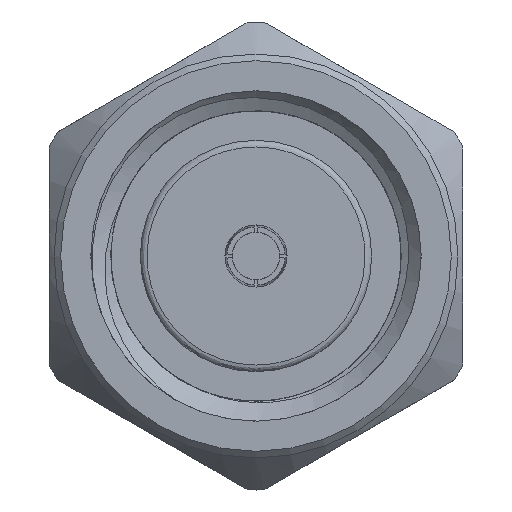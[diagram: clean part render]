
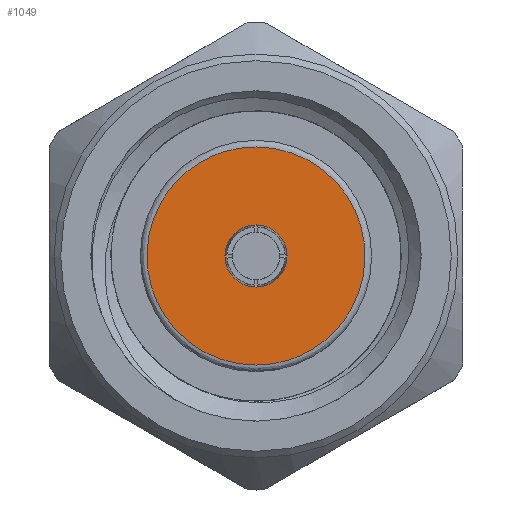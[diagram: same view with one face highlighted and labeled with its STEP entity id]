
A CAD part, left-side view. The second image highlights one B-rep face of the part: STEP entity #1049.
In plain terms, the highlighted planar face has unit normal (-1, 0, 0).
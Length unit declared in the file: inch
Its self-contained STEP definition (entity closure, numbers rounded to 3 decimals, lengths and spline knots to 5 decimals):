
#35 = ORIENTED_EDGE ( 'NONE', *, *, #1878, .F. ) ;
#77 = ORIENTED_EDGE ( 'NONE', *, *, #978, .F. ) ;
#327 = CARTESIAN_POINT ( 'NONE',  ( 0.10573, 0., -0.0235 ) ) ;
#562 = DIRECTION ( 'NONE',  ( -1., 0., 0. ) ) ;
#595 = CARTESIAN_POINT ( 'NONE',  ( 0.10573, 0., -0.0825 ) ) ;
#781 = VERTEX_POINT ( 'NONE', #1154 ) ;
#820 = CARTESIAN_POINT ( 'NONE',  ( 0.10573, 0.165, 0.0825 ) ) ;
#915 = DIRECTION ( 'NONE',  ( 1., 0., 0. ) ) ;
#965 = AXIS2_PLACEMENT_3D ( 'NONE', #1559, #562, #1027 ) ;
#978 = EDGE_CURVE ( 'NONE', #2691, #2691, #2157, .T. ) ;
#1027 = DIRECTION ( 'NONE',  ( 0., 0., -1. ) ) ;
#1049 = ADVANCED_FACE ( 'NONE', ( #1135, #1628 ), #2010, .F. ) ;
#1057 = CARTESIAN_POINT ( 'NONE',  ( 0.10573, -0.165, 0.0825 ) ) ;
#1135 = FACE_BOUND ( 'NONE', #3264, .T. ) ;
#1154 = CARTESIAN_POINT ( 'NONE',  ( 0.10573, 0., 0.0825 ) ) ;
#1168 = CARTESIAN_POINT ( 'NONE',  ( 0.10573, 0., 0. ) ) ;
#1462 =( BOUNDED_CURVE ( )  B_SPLINE_CURVE ( 3, ( #3390, #1057, #2089, #595 ),
 .UNSPECIFIED., .F., .T. ) 
 B_SPLINE_CURVE_WITH_KNOTS ( ( 4, 4 ),
 ( 0., 1. ),
 .UNSPECIFIED. ) 
 CURVE ( )  GEOMETRIC_REPRESENTATION_ITEM ( )  RATIONAL_B_SPLINE_CURVE ( ( 1., 0.333, 0.333, 1. ) ) 
 REPRESENTATION_ITEM ( '' )  );
#1486 = VERTEX_POINT ( 'NONE', #1811 ) ;
#1559 = CARTESIAN_POINT ( 'NONE',  ( 0.10573, 0., 0. ) ) ;
#1628 = FACE_OUTER_BOUND ( 'NONE', #2851, .T. ) ;
#1811 = CARTESIAN_POINT ( 'NONE',  ( 0.10573, 0., -0.0825 ) ) ;
#1859 = CARTESIAN_POINT ( 'NONE',  ( 0.10573, 0., 0.0825 ) ) ;
#1875 = CARTESIAN_POINT ( 'NONE',  ( 0.10573, 0.165, -0.0825 ) ) ;
#1878 = EDGE_CURVE ( 'NONE', #781, #1486, #1462, .T. ) ;
#1979 = EDGE_CURVE ( 'NONE', #1486, #781, #2404, .T. ) ;
#2010 = PLANE ( 'NONE',  #2864 ) ;
#2089 = CARTESIAN_POINT ( 'NONE',  ( 0.10573, -0.165, -0.0825 ) ) ;
#2109 = CARTESIAN_POINT ( 'NONE',  ( 0.10573, 0., -0.0825 ) ) ;
#2157 = CIRCLE ( 'NONE', #965, 0.0235 ) ;
#2188 = DIRECTION ( 'NONE',  ( 0., 1., 0. ) ) ;
#2213 = ORIENTED_EDGE ( 'NONE', *, *, #1979, .F. ) ;
#2404 =( BOUNDED_CURVE ( )  B_SPLINE_CURVE ( 3, ( #2109, #1875, #820, #1859 ),
 .UNSPECIFIED., .F., .T. ) 
 B_SPLINE_CURVE_WITH_KNOTS ( ( 4, 4 ),
 ( 0., 1. ),
 .UNSPECIFIED. ) 
 CURVE ( )  GEOMETRIC_REPRESENTATION_ITEM ( )  RATIONAL_B_SPLINE_CURVE ( ( 1., 0.333, 0.333, 1. ) ) 
 REPRESENTATION_ITEM ( '' )  );
#2691 = VERTEX_POINT ( 'NONE', #327 ) ;
#2851 = EDGE_LOOP ( 'NONE', ( #2213, #35 ) ) ;
#2864 = AXIS2_PLACEMENT_3D ( 'NONE', #1168, #915, #2188 ) ;
#3264 = EDGE_LOOP ( 'NONE', ( #77 ) ) ;
#3390 = CARTESIAN_POINT ( 'NONE',  ( 0.10573, 0., 0.0825 ) ) ;
